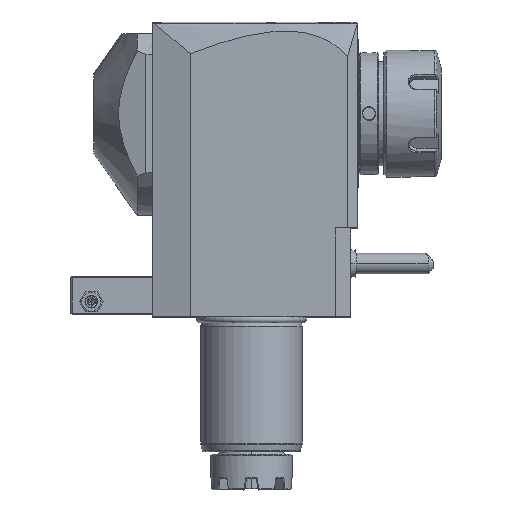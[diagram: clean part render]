
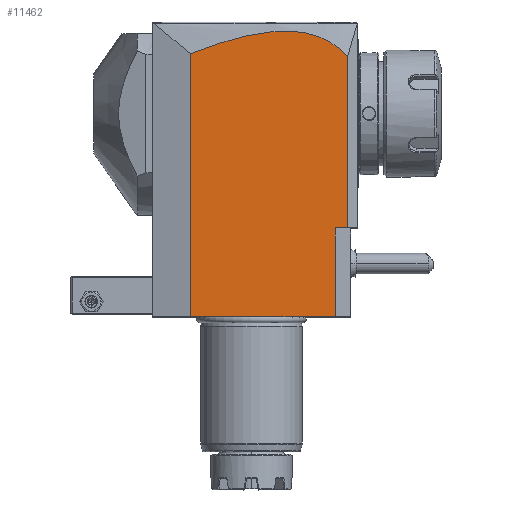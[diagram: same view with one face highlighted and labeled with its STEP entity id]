
A CAD part, top view. The second image highlights one B-rep face of the part: STEP entity #11462.
In plain terms, the highlighted planar face has unit normal (0, 0, 1).
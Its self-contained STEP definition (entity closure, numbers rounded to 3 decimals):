
#13=DIRECTION('',(-1.,0.,0.));
#14=VECTOR('',#13,57.);
#15=CARTESIAN_POINT('',(33.,0.,37.5));
#16=LINE('',#15,#14);
#149=DIRECTION('',(0.,-1.,0.));
#150=VECTOR('',#149,103.515);
#151=CARTESIAN_POINT('',(-24.,103.515,37.5));
#152=LINE('',#151,#150);
#172=DIRECTION('',(0.,-1.,0.));
#173=VECTOR('',#172,35.);
#174=CARTESIAN_POINT('',(33.,35.,37.5));
#175=LINE('',#174,#173);
#176=CARTESIAN_POINT('',(37.8,102.483,37.5));
#177=CARTESIAN_POINT('',(37.559,102.747,37.5));
#178=CARTESIAN_POINT('',(37.075,103.261,37.5));
#179=CARTESIAN_POINT('',(36.341,103.991,37.5));
#180=CARTESIAN_POINT('',(35.598,104.681,37.5));
#181=CARTESIAN_POINT('',(34.847,105.335,37.5));
#182=CARTESIAN_POINT('',(34.086,105.955,37.5));
#183=CARTESIAN_POINT('',(33.313,106.541,37.5));
#184=CARTESIAN_POINT('',(32.527,107.097,37.5));
#185=CARTESIAN_POINT('',(31.728,107.623,37.5));
#186=CARTESIAN_POINT('',(30.913,108.12,37.5));
#187=CARTESIAN_POINT('',(30.081,108.59,37.5));
#188=CARTESIAN_POINT('',(29.231,109.034,37.5));
#189=CARTESIAN_POINT('',(28.36,109.451,37.5));
#190=CARTESIAN_POINT('',(27.467,109.842,37.5));
#191=CARTESIAN_POINT('',(26.549,110.209,37.5));
#192=CARTESIAN_POINT('',(25.605,110.549,37.5));
#193=CARTESIAN_POINT('',(24.632,110.865,37.5));
#194=CARTESIAN_POINT('',(23.627,111.154,37.5));
#195=CARTESIAN_POINT('',(22.586,111.418,37.5));
#196=CARTESIAN_POINT('',(21.509,111.653,37.5));
#197=CARTESIAN_POINT('',(20.39,111.861,37.5));
#198=CARTESIAN_POINT('',(19.225,112.039,37.5));
#199=CARTESIAN_POINT('',(18.011,112.187,37.5));
#200=CARTESIAN_POINT('',(16.744,112.301,37.5));
#201=CARTESIAN_POINT('',(15.419,112.38,37.5));
#202=CARTESIAN_POINT('',(14.028,112.421,37.5));
#203=CARTESIAN_POINT('',(12.567,112.421,37.5));
#204=CARTESIAN_POINT('',(11.03,112.376,37.5));
#205=CARTESIAN_POINT('',(9.409,112.283,37.5));
#206=CARTESIAN_POINT('',(7.693,112.137,37.5));
#207=CARTESIAN_POINT('',(5.874,111.931,37.5));
#208=CARTESIAN_POINT('',(3.944,111.661,37.5));
#209=CARTESIAN_POINT('',(1.886,111.318,37.5));
#210=CARTESIAN_POINT('',(-0.317,110.892,37.5));
#211=CARTESIAN_POINT('',(-2.68,110.375,37.5));
#212=CARTESIAN_POINT('',(-5.212,109.755,37.5));
#213=CARTESIAN_POINT('',(-7.915,109.026,37.5));
#214=CARTESIAN_POINT('',(-10.792,108.18,37.5));
#215=CARTESIAN_POINT('',(-13.841,107.211,37.5));
#216=CARTESIAN_POINT('',(-17.056,106.116,37.5));
#217=CARTESIAN_POINT('',(-20.435,104.892,37.5));
#218=CARTESIAN_POINT('',(-22.794,103.989,37.5));
#219=CARTESIAN_POINT('',(-24.,103.515,37.5));
#221=DIRECTION('',(0.,-1.,0.));
#222=VECTOR('',#221,67.483);
#223=CARTESIAN_POINT('',(37.8,102.483,37.5));
#224=LINE('',#223,#222);
#330=DIRECTION('',(1.,0.,0.));
#331=VECTOR('',#330,4.8);
#332=CARTESIAN_POINT('',(33.,35.,37.5));
#333=LINE('',#332,#331);
#10793=CARTESIAN_POINT('',(37.8,102.483,37.5));
#10794=CARTESIAN_POINT('',(37.8,35.,37.5));
#10795=VERTEX_POINT('',#10793);
#10796=VERTEX_POINT('',#10794);
#10825=VERTEX_POINT('',#219);
#10853=CARTESIAN_POINT('',(33.,35.,37.5));
#10854=VERTEX_POINT('',#10853);
#11164=CARTESIAN_POINT('',(33.,0.,37.5));
#11165=VERTEX_POINT('',#11164);
#11166=CARTESIAN_POINT('',(-24.,0.,37.5));
#11167=VERTEX_POINT('',#11166);
#11445=CARTESIAN_POINT('',(-39.202,35.,37.5));
#11446=DIRECTION('',(0.,0.,1.));
#11447=DIRECTION('',(1.,0.,0.));
#11448=AXIS2_PLACEMENT_3D('',#11445,#11446,#11447);
#11449=PLANE('',#11448);
#11451=ORIENTED_EDGE('',*,*,#11450,.T.);
#11452=ORIENTED_EDGE('',*,*,#11329,.T.);
#11453=ORIENTED_EDGE('',*,*,#11432,.F.);
#11455=ORIENTED_EDGE('',*,*,#11454,.F.);
#11457=ORIENTED_EDGE('',*,*,#11456,.T.);
#11459=ORIENTED_EDGE('',*,*,#11458,.F.);
#11460=EDGE_LOOP('',(#11451,#11452,#11453,#11455,#11457,#11459));
#11461=FACE_OUTER_BOUND('',#11460,.F.);
#220=B_SPLINE_CURVE_WITH_KNOTS('',3,(#176,#177,#178,#179,#180,#181,#182,#183,
#184,#185,#186,#187,#188,#189,#190,#191,#192,#193,#194,#195,#196,#197,#198,#199,
#200,#201,#202,#203,#204,#205,#206,#207,#208,#209,#210,#211,#212,#213,#214,#215,
#216,#217,#218,#219),.UNSPECIFIED.,.F.,.F.,(4,1,1,1,1,1,1,1,1,1,1,1,1,1,1,1,1,1,
1,1,1,1,1,1,1,1,1,1,1,1,1,1,1,1,1,1,1,1,1,1,1,4),(0.,0.024,
0.049,0.073,0.098,0.122,
0.146,0.171,0.195,0.22,
0.244,0.268,0.293,0.317,
0.341,0.366,0.39,0.415,
0.439,0.463,0.488,0.512,
0.537,0.561,0.585,0.61,
0.634,0.659,0.683,0.707,
0.732,0.756,0.78,0.805,
0.829,0.854,0.878,0.902,
0.927,0.951,0.976,1.),.UNSPECIFIED.);
#11329=EDGE_CURVE('',#11165,#11167,#16,.T.);
#11432=EDGE_CURVE('',#10825,#11167,#152,.T.);
#11450=EDGE_CURVE('',#10854,#11165,#175,.T.);
#11454=EDGE_CURVE('',#10795,#10825,#220,.T.);
#11456=EDGE_CURVE('',#10795,#10796,#224,.T.);
#11458=EDGE_CURVE('',#10854,#10796,#333,.T.);
#11462=ADVANCED_FACE('',(#11461),#11449,.T.);
